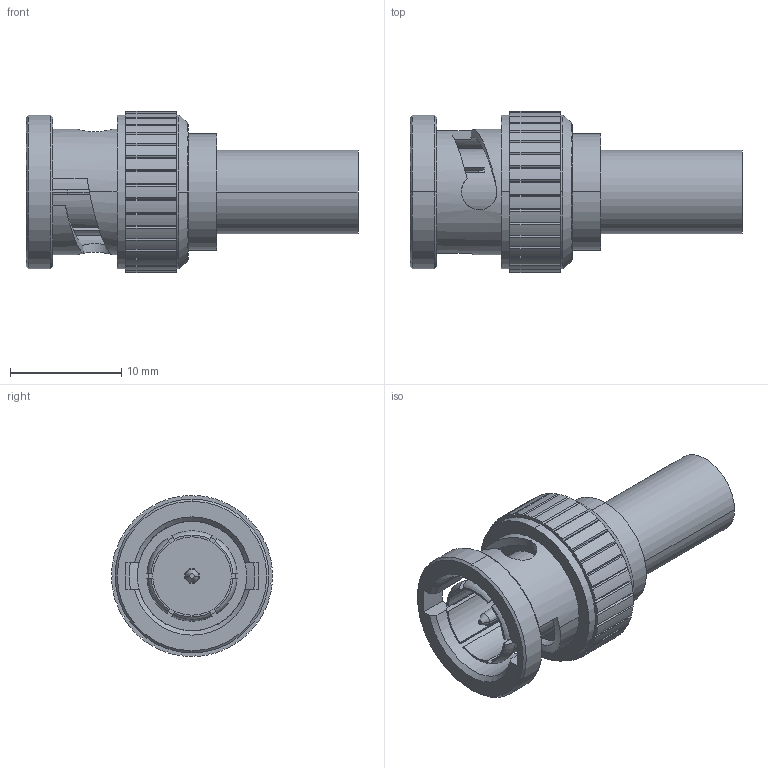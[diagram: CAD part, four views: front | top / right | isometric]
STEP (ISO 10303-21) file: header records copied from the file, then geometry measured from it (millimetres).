
FILE_DESCRIPTION((''),'2;1');
FILE_NAME('31-70546-12G_SW0001','2019-10-23T',('Vijayaragavan'),(''),'CREO PARAMETRIC BY PTC INC, 2018360','CREO PARAMETRIC BY PTC INC, 2018360','');
FILE_SCHEMA(('CONFIG_CONTROL_DESIGN'));
Length unit declared in the file: millimetre
Products named in the file (1): 31-70546-12G_SW0001
Bounding box: 29.85 x 14.48 x 14.48 mm (x, y, z)
Volume: 1983.6 mm3; surface area: 2072.6 mm2
Topology: 1 solids, 1 shells, 217 faces, 593 edges, 386 vertices
Faces by surface type: plane 114, cylinder 73, cone 20, torus 6, bspline 4
Entity records: 7505 total; most frequent: CARTESIAN_POINT 1882, ORIENTED_EDGE 1186, DIRECTION 1161, EDGE_CURVE 593, AXIS2_PLACEMENT_3D 395, VERTEX_POINT 386, VECTOR 371, LINE 371
